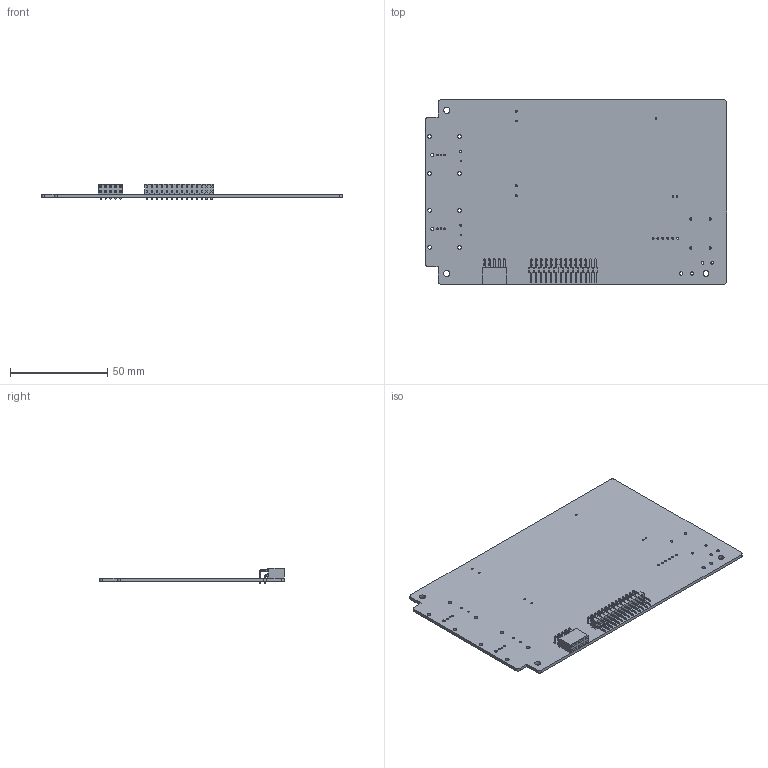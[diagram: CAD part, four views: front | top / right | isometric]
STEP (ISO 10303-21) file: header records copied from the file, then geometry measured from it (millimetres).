
FILE_DESCRIPTION(('KiCad electronic assembly'),'2;1');
FILE_NAME('EEZ DIB DCM220 r2B7.step','2020-01-07T15:49:52',('An Author') ,('A Company'),'Open CASCADE STEP processor 6.9', 'KiCad to STEP converter','Unknown');
FILE_SCHEMA(('AUTOMOTIVE_DESIGN { 1 0 10303 214 1 1 1 1 }'));
Length unit declared in the file: millimetre
Products named in the file (6): Open CASCADE STEP translator 6.9 1; PinHeader_2x14_P2.54mm_Horizontal; SOLID; PinSocket_2x05_P2.54mm_Horizontal; COMPOUND
Assembly tree (5 placements, depth 3):
  Open CASCADE STEP translator 6.9 1
    PinHeader_2x14_P2.54mm_Horizontal
      SOLID
    PinSocket_2x05_P2.54mm_Horizontal
      SOLID
    COMPOUND
Bounding box: 155 x 95.08 x 8.08 mm (x, y, z)
Volume: 24331.4 mm3; surface area: 32620 mm2
Topology: 3 solids, 3 shells, 1134 faces, 2862 edges, 1820 vertices
Faces by surface type: plane 998, cylinder 136
Full cylindrical faces by diameter (mm): 0.6 x2, 0.8 x2, 0.9 x7, 1 x34, 1.016 x14, 1.1 x2, 1.2 x4, 1.4 x2, 1.7 x4, 1.94 x8, 3 x1, 3.2 x2
Entity records: 78171 total; most frequent: CARTESIAN_POINT 11666, DIRECTION 11118, LINE 8042, VECTOR 8042, ORIENTED_EDGE 5724, PCURVE 5724, DEFINITIONAL_REPRESENTATION 5724, EDGE_CURVE 2862
